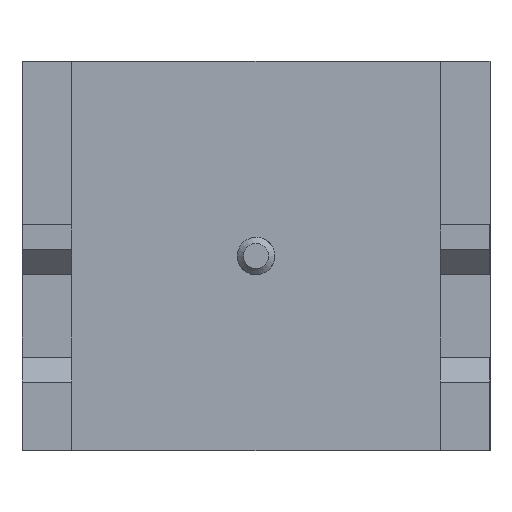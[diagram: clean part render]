
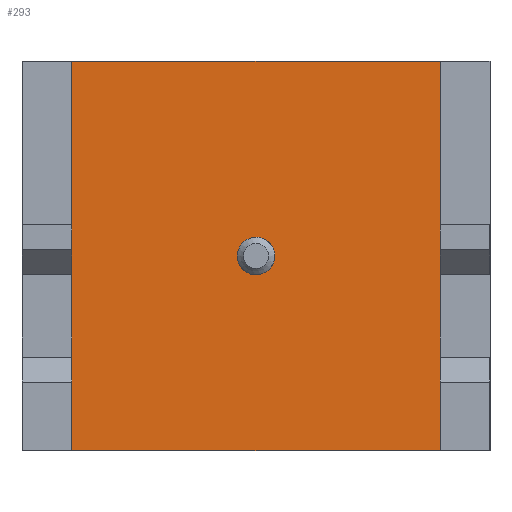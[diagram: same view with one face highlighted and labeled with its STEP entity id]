
A CAD part, front view. The second image highlights one B-rep face of the part: STEP entity #293.
In plain terms, the highlighted face is planar.
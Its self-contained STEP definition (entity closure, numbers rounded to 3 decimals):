
#293=ADVANCED_FACE('',(#2750,#2752),#2754,.T.);
#2750=FACE_BOUND('',#2751,.T.);
#2751=EDGE_LOOP('',(#3491,#3492,#3493,#3494));
#2752=FACE_BOUND('',#2753,.T.);
#2753=EDGE_LOOP('',(#3495));
#2754=PLANE('',#2755);
#2755=AXIS2_PLACEMENT_3D('',#2756,#2757,#2758);
#2756=CARTESIAN_POINT('',(9.017,-2.104,2.497));
#2757=DIRECTION('',(1.,0.,0.));
#2758=DIRECTION('',(0.,1.,0.));
#3491=ORIENTED_EDGE('',*,*,#3963,.F.);
#3492=ORIENTED_EDGE('',*,*,#3932,.T.);
#3493=ORIENTED_EDGE('',*,*,#3947,.F.);
#3494=ORIENTED_EDGE('',*,*,#3915,.T.);
#3495=ORIENTED_EDGE('',*,*,#3964,.T.);
#3915=EDGE_CURVE('',#4248,#4246,#4249,.T.);
#3932=EDGE_CURVE('',#4280,#4278,#4281,.T.);
#3947=EDGE_CURVE('',#4248,#4278,#4306,.T.);
#3963=EDGE_CURVE('',#4280,#4246,#4329,.T.);
#3964=EDGE_CURVE('',#4330,#4330,#4331,.T.);
#4246=VERTEX_POINT('',#7103);
#4248=VERTEX_POINT('',#7107);
#4249=LINE('',#7108,#7109);
#4278=VERTEX_POINT('',#7169);
#4280=VERTEX_POINT('',#7173);
#4281=LINE('',#7174,#7175);
#4306=LINE('',#7229,#7230);
#4329=LINE('',#7284,#7285);
#4330=VERTEX_POINT('',#7287);
#4331=CIRCLE('',#7288,0.381);
#7103=CARTESIAN_POINT('',(9.017,3.747,-3.962));
#7107=CARTESIAN_POINT('',(9.017,-3.747,-3.962));
#7108=CARTESIAN_POINT('',(9.017,-3.747,-3.962));
#7109=VECTOR('',#7110,1.);
#7110=DIRECTION('',(0.,1.,0.));
#7169=CARTESIAN_POINT('',(9.017,-3.747,3.962));
#7173=CARTESIAN_POINT('',(9.017,3.747,3.962));
#7174=CARTESIAN_POINT('',(9.017,3.747,3.962));
#7175=VECTOR('',#7176,1.);
#7176=DIRECTION('',(0.,-1.,0.));
#7229=CARTESIAN_POINT('',(9.017,-3.747,-3.962));
#7230=VECTOR('',#7231,1.);
#7231=DIRECTION('',(0.,0.,1.));
#7284=CARTESIAN_POINT('',(9.017,3.747,3.962));
#7285=VECTOR('',#7286,1.);
#7286=DIRECTION('',(0.,0.,-1.));
#7287=CARTESIAN_POINT('',(9.017,0.,0.381));
#7288=AXIS2_PLACEMENT_3D('',#7289,#7290,#7291);
#7289=CARTESIAN_POINT('',(9.017,0.,0.));
#7290=DIRECTION('',(-1.,-0.,-0.));
#7291=DIRECTION('',(0.,0.,1.));
